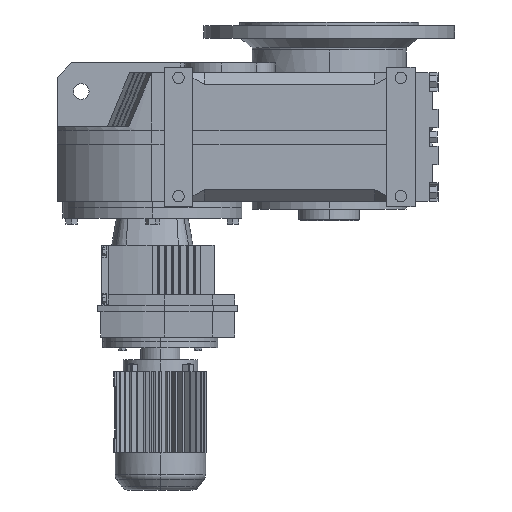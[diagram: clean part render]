
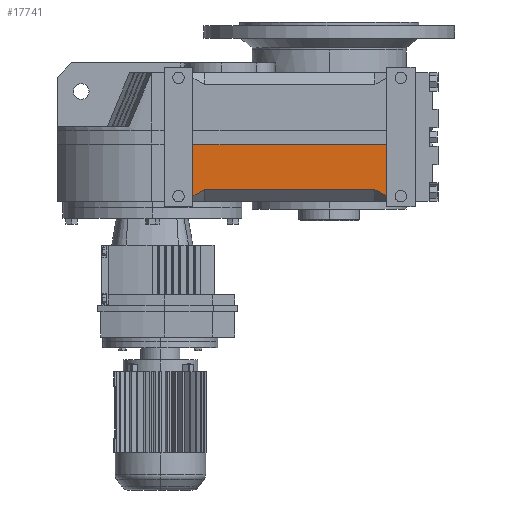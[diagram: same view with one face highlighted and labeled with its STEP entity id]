
A CAD part, left-side view. The second image highlights one B-rep face of the part: STEP entity #17741.
In plain terms, the highlighted planar face has unit normal (-1, 0, 0).
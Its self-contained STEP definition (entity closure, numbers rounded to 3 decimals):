
#2255 = PLANE('',#2256);
#2256 = AXIS2_PLACEMENT_3D('',#2257,#2258,#2259);
#2257 = CARTESIAN_POINT('',(-131.2,-56.7,1.));
#2258 = DIRECTION('',(0.,-1.,0.));
#2259 = DIRECTION('',(0.,0.,-1.));
#2367 = PLANE('',#2368);
#2368 = AXIS2_PLACEMENT_3D('',#2369,#2370,#2371);
#2369 = CARTESIAN_POINT('',(-131.2,-326.7,1.));
#2370 = DIRECTION('',(0.,1.,0.));
#2371 = DIRECTION('',(0.,0.,1.));
#10206 = VERTEX_POINT('',#10207);
#10207 = CARTESIAN_POINT('',(-157.2,-326.7,88.75));
#10221 = PLANE('',#10222);
#10222 = AXIS2_PLACEMENT_3D('',#10223,#10224,#10225);
#10223 = CARTESIAN_POINT('',(-11.809,1.,88.75));
#10224 = DIRECTION('',(0.,0.,-1.));
#10225 = DIRECTION('',(-1.,0.,0.));
#10233 = EDGE_CURVE('',#10234,#10206,#10236,.T.);
#10234 = VERTEX_POINT('',#10235);
#10235 = CARTESIAN_POINT('',(-157.2,-326.7,16.564));
#10236 = SURFACE_CURVE('',#10237,(#10241,#10248),.PCURVE_S1.);
#10237 = LINE('',#10238,#10239);
#10238 = CARTESIAN_POINT('',(-157.2,-326.7,188.2));
#10239 = VECTOR('',#10240,1.);
#10240 = DIRECTION('',(0.,0.,1.));
#10241 = PCURVE('',#2367,#10242);
#10242 = DEFINITIONAL_REPRESENTATION('',(#10243),#10247);
#10243 = LINE('',#10244,#10245);
#10244 = CARTESIAN_POINT('',(187.2,-26.));
#10245 = VECTOR('',#10246,1.);
#10246 = DIRECTION('',(1.,0.));
#10247 = ( GEOMETRIC_REPRESENTATION_CONTEXT(2) 
PARAMETRIC_REPRESENTATION_CONTEXT() REPRESENTATION_CONTEXT('2D SPACE',''
  ) );
#10248 = PCURVE('',#10249,#10254);
#10249 = PLANE('',#10250);
#10250 = AXIS2_PLACEMENT_3D('',#10251,#10252,#10253);
#10251 = CARTESIAN_POINT('',(-157.2,-398.7,188.2));
#10252 = DIRECTION('',(1.,0.,0.));
#10253 = DIRECTION('',(0.,0.,-1.));
#10254 = DEFINITIONAL_REPRESENTATION('',(#10255),#10259);
#10255 = LINE('',#10256,#10257);
#10256 = CARTESIAN_POINT('',(0.,72.));
#10257 = VECTOR('',#10258,1.);
#10258 = DIRECTION('',(-1.,0.));
#10259 = ( GEOMETRIC_REPRESENTATION_CONTEXT(2) 
PARAMETRIC_REPRESENTATION_CONTEXT() REPRESENTATION_CONTEXT('2D SPACE',''
  ) );
#10277 = PLANE('',#10278);
#10278 = AXIS2_PLACEMENT_3D('',#10279,#10280,#10281);
#10279 = CARTESIAN_POINT('',(-136.418,-326.7,-4.218));
#10280 = DIRECTION('',(0.664,-0.342,0.664));
#10281 = DIRECTION('',(0.707,0.,-0.707));
#11408 = VERTEX_POINT('',#11409);
#11409 = CARTESIAN_POINT('',(-157.2,-56.7,16.564));
#11423 = PLANE('',#11424);
#11424 = AXIS2_PLACEMENT_3D('',#11425,#11426,#11427);
#11425 = CARTESIAN_POINT('',(-136.418,-56.7,-4.218));
#11426 = DIRECTION('',(0.664,0.342,0.664));
#11427 = DIRECTION('',(0.707,0.,-0.707));
#11435 = EDGE_CURVE('',#11436,#11408,#11438,.T.);
#11436 = VERTEX_POINT('',#11437);
#11437 = CARTESIAN_POINT('',(-157.2,-56.7,88.75));
#11438 = SURFACE_CURVE('',#11439,(#11443,#11450),.PCURVE_S1.);
#11439 = LINE('',#11440,#11441);
#11440 = CARTESIAN_POINT('',(-157.2,-56.7,188.2));
#11441 = VECTOR('',#11442,1.);
#11442 = DIRECTION('',(0.,0.,-1.));
#11443 = PCURVE('',#2255,#11444);
#11444 = DEFINITIONAL_REPRESENTATION('',(#11445),#11449);
#11445 = LINE('',#11446,#11447);
#11446 = CARTESIAN_POINT('',(-187.2,-26.));
#11447 = VECTOR('',#11448,1.);
#11448 = DIRECTION('',(1.,0.));
#11449 = ( GEOMETRIC_REPRESENTATION_CONTEXT(2) 
PARAMETRIC_REPRESENTATION_CONTEXT() REPRESENTATION_CONTEXT('2D SPACE',''
  ) );
#11450 = PCURVE('',#10249,#11451);
#11451 = DEFINITIONAL_REPRESENTATION('',(#11452),#11456);
#11452 = LINE('',#11453,#11454);
#11453 = CARTESIAN_POINT('',(0.,342.));
#11454 = VECTOR('',#11455,1.);
#11455 = DIRECTION('',(1.,0.));
#11456 = ( GEOMETRIC_REPRESENTATION_CONTEXT(2) 
PARAMETRIC_REPRESENTATION_CONTEXT() REPRESENTATION_CONTEXT('2D SPACE',''
  ) );
#14684 = PLANE('',#14685);
#14685 = AXIS2_PLACEMENT_3D('',#14686,#14687,#14688);
#14686 = CARTESIAN_POINT('',(-157.2,-398.7,24.8));
#14687 = DIRECTION('',(0.707,0.,0.707));
#14688 = DIRECTION('',(0.707,0.,-0.707));
#17696 = EDGE_CURVE('',#17697,#10234,#17699,.T.);
#17697 = VERTEX_POINT('',#17698);
#17698 = CARTESIAN_POINT('',(-157.2,-310.7,24.8));
#17699 = SURFACE_CURVE('',#17700,(#17704,#17711),.PCURVE_S1.);
#17700 = LINE('',#17701,#17702);
#17701 = CARTESIAN_POINT('',(-157.2,-313.777,23.216));
#17702 = VECTOR('',#17703,1.);
#17703 = DIRECTION('',(0.,-0.889,-0.458));
#17704 = PCURVE('',#10277,#17705);
#17705 = DEFINITIONAL_REPRESENTATION('',(#17706),#17710);
#17706 = LINE('',#17707,#17708);
#17707 = CARTESIAN_POINT('',(-34.094,13.752));
#17708 = VECTOR('',#17709,1.);
#17709 = DIRECTION('',(0.324,-0.946));
#17710 = ( GEOMETRIC_REPRESENTATION_CONTEXT(2) 
PARAMETRIC_REPRESENTATION_CONTEXT() REPRESENTATION_CONTEXT('2D SPACE',''
  ) );
#17711 = PCURVE('',#10249,#17712);
#17712 = DEFINITIONAL_REPRESENTATION('',(#17713),#17717);
#17713 = LINE('',#17714,#17715);
#17714 = CARTESIAN_POINT('',(164.984,84.923));
#17715 = VECTOR('',#17716,1.);
#17716 = DIRECTION('',(0.458,-0.889));
#17717 = ( GEOMETRIC_REPRESENTATION_CONTEXT(2) 
PARAMETRIC_REPRESENTATION_CONTEXT() REPRESENTATION_CONTEXT('2D SPACE',''
  ) );
#17741 = ADVANCED_FACE('',(#17742),#10249,.F.);
#17742 = FACE_BOUND('',#17743,.T.);
#17743 = EDGE_LOOP('',(#17744,#17745,#17768,#17789,#17790,#17791));
#17744 = ORIENTED_EDGE('',*,*,#11435,.T.);
#17745 = ORIENTED_EDGE('',*,*,#17746,.T.);
#17746 = EDGE_CURVE('',#11408,#17747,#17749,.T.);
#17747 = VERTEX_POINT('',#17748);
#17748 = CARTESIAN_POINT('',(-157.2,-72.7,24.8));
#17749 = SURFACE_CURVE('',#17750,(#17754,#17761),.PCURVE_S1.);
#17750 = LINE('',#17751,#17752);
#17751 = CARTESIAN_POINT('',(-157.2,-396.909,191.68));
#17752 = VECTOR('',#17753,1.);
#17753 = DIRECTION('',(0.,-0.889,0.458));
#17754 = PCURVE('',#10249,#17755);
#17755 = DEFINITIONAL_REPRESENTATION('',(#17756),#17760);
#17756 = LINE('',#17757,#17758);
#17757 = CARTESIAN_POINT('',(-3.48,1.791));
#17758 = VECTOR('',#17759,1.);
#17759 = DIRECTION('',(-0.458,-0.889));
#17760 = ( GEOMETRIC_REPRESENTATION_CONTEXT(2) 
PARAMETRIC_REPRESENTATION_CONTEXT() REPRESENTATION_CONTEXT('2D SPACE',''
  ) );
#17761 = PCURVE('',#11423,#17762);
#17762 = DEFINITIONAL_REPRESENTATION('',(#17763),#17767);
#17763 = LINE('',#17764,#17765);
#17764 = CARTESIAN_POINT('',(-153.216,-362.042));
#17765 = VECTOR('',#17766,1.);
#17766 = DIRECTION('',(-0.324,-0.946));
#17767 = ( GEOMETRIC_REPRESENTATION_CONTEXT(2) 
PARAMETRIC_REPRESENTATION_CONTEXT() REPRESENTATION_CONTEXT('2D SPACE',''
  ) );
#17768 = ORIENTED_EDGE('',*,*,#17769,.T.);
#17769 = EDGE_CURVE('',#17747,#17697,#17770,.T.);
#17770 = SURFACE_CURVE('',#17771,(#17775,#17782),.PCURVE_S1.);
#17771 = LINE('',#17772,#17773);
#17772 = CARTESIAN_POINT('',(-157.2,-398.7,24.8));
#17773 = VECTOR('',#17774,1.);
#17774 = DIRECTION('',(0.,-1.,0.));
#17775 = PCURVE('',#10249,#17776);
#17776 = DEFINITIONAL_REPRESENTATION('',(#17777),#17781);
#17777 = LINE('',#17778,#17779);
#17778 = CARTESIAN_POINT('',(163.4,0.));
#17779 = VECTOR('',#17780,1.);
#17780 = DIRECTION('',(0.,-1.));
#17781 = ( GEOMETRIC_REPRESENTATION_CONTEXT(2) 
PARAMETRIC_REPRESENTATION_CONTEXT() REPRESENTATION_CONTEXT('2D SPACE',''
  ) );
#17782 = PCURVE('',#14684,#17783);
#17783 = DEFINITIONAL_REPRESENTATION('',(#17784),#17788);
#17784 = LINE('',#17785,#17786);
#17785 = CARTESIAN_POINT('',(0.,0.));
#17786 = VECTOR('',#17787,1.);
#17787 = DIRECTION('',(0.,-1.));
#17788 = ( GEOMETRIC_REPRESENTATION_CONTEXT(2) 
PARAMETRIC_REPRESENTATION_CONTEXT() REPRESENTATION_CONTEXT('2D SPACE',''
  ) );
#17789 = ORIENTED_EDGE('',*,*,#17696,.T.);
#17790 = ORIENTED_EDGE('',*,*,#10233,.T.);
#17791 = ORIENTED_EDGE('',*,*,#17792,.T.);
#17792 = EDGE_CURVE('',#10206,#11436,#17793,.T.);
#17793 = SURFACE_CURVE('',#17794,(#17798,#17805),.PCURVE_S1.);
#17794 = LINE('',#17795,#17796);
#17795 = CARTESIAN_POINT('',(-157.2,-398.7,88.75));
#17796 = VECTOR('',#17797,1.);
#17797 = DIRECTION('',(0.,1.,0.));
#17798 = PCURVE('',#10249,#17799);
#17799 = DEFINITIONAL_REPRESENTATION('',(#17800),#17804);
#17800 = LINE('',#17801,#17802);
#17801 = CARTESIAN_POINT('',(99.45,0.));
#17802 = VECTOR('',#17803,1.);
#17803 = DIRECTION('',(0.,1.));
#17804 = ( GEOMETRIC_REPRESENTATION_CONTEXT(2) 
PARAMETRIC_REPRESENTATION_CONTEXT() REPRESENTATION_CONTEXT('2D SPACE',''
  ) );
#17805 = PCURVE('',#10221,#17806);
#17806 = DEFINITIONAL_REPRESENTATION('',(#17807),#17811);
#17807 = LINE('',#17808,#17809);
#17808 = CARTESIAN_POINT('',(145.391,-399.7));
#17809 = VECTOR('',#17810,1.);
#17810 = DIRECTION('',(0.,1.));
#17811 = ( GEOMETRIC_REPRESENTATION_CONTEXT(2) 
PARAMETRIC_REPRESENTATION_CONTEXT() REPRESENTATION_CONTEXT('2D SPACE',''
  ) );
